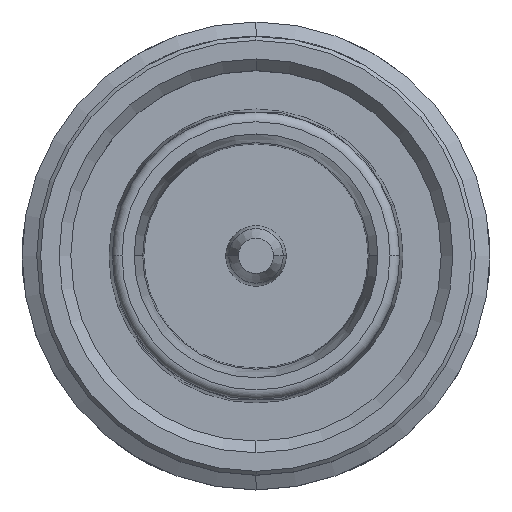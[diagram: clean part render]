
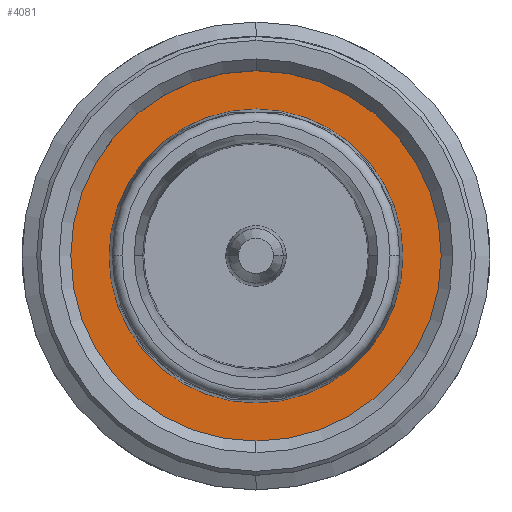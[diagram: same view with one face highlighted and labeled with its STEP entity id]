
A CAD part, top view. The second image highlights one B-rep face of the part: STEP entity #4081.
In plain terms, the highlighted planar face has unit normal (0, 0, 1).
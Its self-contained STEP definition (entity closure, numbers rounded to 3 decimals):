
#23 = EDGE_CURVE ( 'NONE', #8007, #7794, #8779, .T. ) ;
#462 = AXIS2_PLACEMENT_3D ( 'NONE', #17889, #12364, #5367 ) ;
#544 = AXIS2_PLACEMENT_3D ( 'NONE', #17218, #6066, #10221 ) ;
#1571 = ORIENTED_EDGE ( 'NONE', *, *, #5550, .T. ) ;
#1881 = AXIS2_PLACEMENT_3D ( 'NONE', #7307, #13095, #4737 ) ;
#2014 = ORIENTED_EDGE ( 'NONE', *, *, #6870, .T. ) ;
#2714 = CARTESIAN_POINT ( 'NONE',  ( -7.54, 0., -4.412 ) ) ;
#3189 = PLANE ( 'NONE',  #544 ) ;
#3212 = VERTEX_POINT ( 'NONE', #6728 ) ;
#3671 = CARTESIAN_POINT ( 'NONE',  ( 0., 0., -4.412 ) ) ;
#3983 = AXIS2_PLACEMENT_3D ( 'NONE', #3671, #5065, #6294 ) ;
#4081 = ADVANCED_FACE ( 'NONE', ( #16760, #6375 ), #3189, .F. ) ;
#4737 = DIRECTION ( 'NONE',  ( -1., 0., 0. ) ) ;
#5065 = DIRECTION ( 'NONE',  ( 0., 0., -1. ) ) ;
#5367 = DIRECTION ( 'NONE',  ( -1., 0., 0. ) ) ;
#5550 = EDGE_CURVE ( 'NONE', #3212, #10736, #9620, .T. ) ;
#6066 = DIRECTION ( 'NONE',  ( 0., 0., -1. ) ) ;
#6294 = DIRECTION ( 'NONE',  ( -1., 0., 0. ) ) ;
#6375 = FACE_OUTER_BOUND ( 'NONE', #13560, .T. ) ;
#6728 = CARTESIAN_POINT ( 'NONE',  ( 0., 9.5, -4.412 ) ) ;
#6870 = EDGE_CURVE ( 'NONE', #10736, #3212, #9553, .T. ) ;
#7217 = DIRECTION ( 'NONE',  ( -1., 0., 0. ) ) ;
#7307 = CARTESIAN_POINT ( 'NONE',  ( 0., 0., -4.412 ) ) ;
#7402 = CARTESIAN_POINT ( 'NONE',  ( 0., -9.5, -4.412 ) ) ;
#7794 = VERTEX_POINT ( 'NONE', #2714 ) ;
#8007 = VERTEX_POINT ( 'NONE', #17974 ) ;
#8779 = CIRCLE ( 'NONE', #13158, 7.54 ) ;
#8820 = ORIENTED_EDGE ( 'NONE', *, *, #23, .T. ) ;
#9553 = CIRCLE ( 'NONE', #462, 9.5 ) ;
#9620 = CIRCLE ( 'NONE', #1881, 9.5 ) ;
#10221 = DIRECTION ( 'NONE',  ( -1., 0., 0. ) ) ;
#10736 = VERTEX_POINT ( 'NONE', #7402 ) ;
#10757 = ORIENTED_EDGE ( 'NONE', *, *, #18061, .T. ) ;
#10774 = EDGE_LOOP ( 'NONE', ( #8820, #10757 ) ) ;
#12288 = CIRCLE ( 'NONE', #3983, 7.54 ) ;
#12364 = DIRECTION ( 'NONE',  ( 0., 0., 1. ) ) ;
#13095 = DIRECTION ( 'NONE',  ( 0., 0., 1. ) ) ;
#13158 = AXIS2_PLACEMENT_3D ( 'NONE', #17093, #14386, #7217 ) ;
#13560 = EDGE_LOOP ( 'NONE', ( #1571, #2014 ) ) ;
#14386 = DIRECTION ( 'NONE',  ( 0., 0., -1. ) ) ;
#16760 = FACE_BOUND ( 'NONE', #10774, .T. ) ;
#17093 = CARTESIAN_POINT ( 'NONE',  ( 0., 0., -4.412 ) ) ;
#17218 = CARTESIAN_POINT ( 'NONE',  ( 0., 0., -4.412 ) ) ;
#17889 = CARTESIAN_POINT ( 'NONE',  ( 0., 0., -4.412 ) ) ;
#17974 = CARTESIAN_POINT ( 'NONE',  ( 7.54, 0., -4.412 ) ) ;
#18061 = EDGE_CURVE ( 'NONE', #7794, #8007, #12288, .T. ) ;
